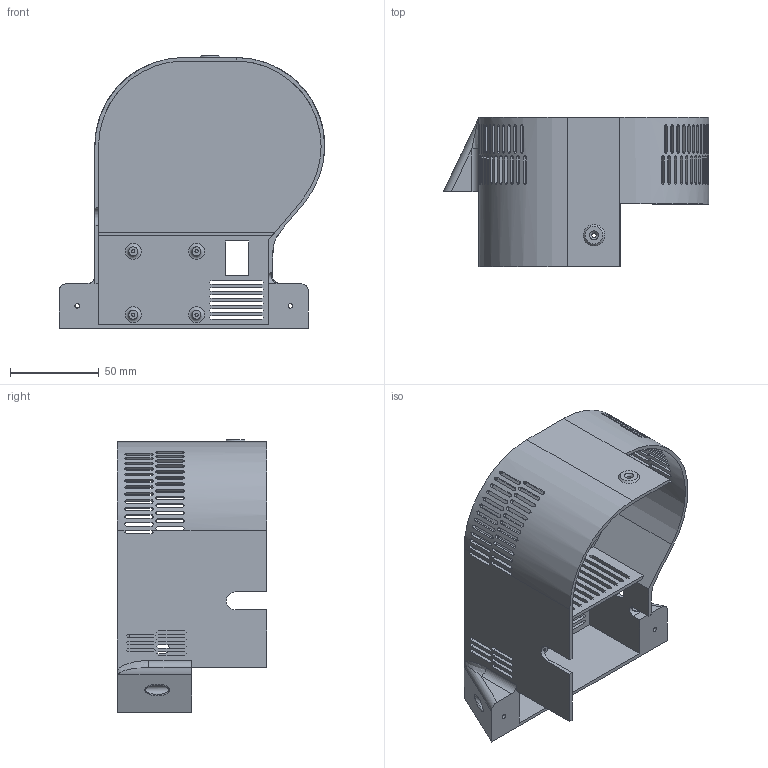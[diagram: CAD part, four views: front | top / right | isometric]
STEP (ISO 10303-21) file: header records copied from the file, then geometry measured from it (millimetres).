
FILE_DESCRIPTION(/* description */ (''),/* implementation_level */ '2;1');
FILE_NAME(/* name */ 'tapa v2.step',/* time_stamp */ '2025-03-29T16:41:39+01:00',/* author */ (''),/* organization */ (''),/* preprocessor_version */ 'ST-DEVELOPER v20.1',/* originating_system */ 'Autodesk Translation Framework v14.4.0.0',/* authorisation */ '');
FILE_SCHEMA (('AUTOMOTIVE_DESIGN { 1 0 10303 214 3 1 1 }'));
Length unit declared in the file: millimetre
Products named in the file (3): Tester; frame; electr motor
Assembly tree (2 placements, depth 3):
  Tester
    frame
      electr motor
Bounding box: 149.17 x 84 x 153.27 mm (x, y, z)
Volume: 111127.2 mm3; surface area: 102248.7 mm2
Topology: 1 solids, 1 shells, 589 faces, 1728 edges, 1144 vertices
Faces by surface type: plane 548, cylinder 26, bspline 6, torus 5, cone 4
Full cylindrical faces by diameter (mm): 1.8 x4, 2.5 x3, 5 x6
Entity records: 20569 total; most frequent: CARTESIAN_POINT 4020, ORIENTED_EDGE 3454, DIRECTION 3375, EDGE_CURVE 1727, LINE 1231, VECTOR 1231, VERTEX_POINT 1144, AXIS2_PLACEMENT_3D 1072
